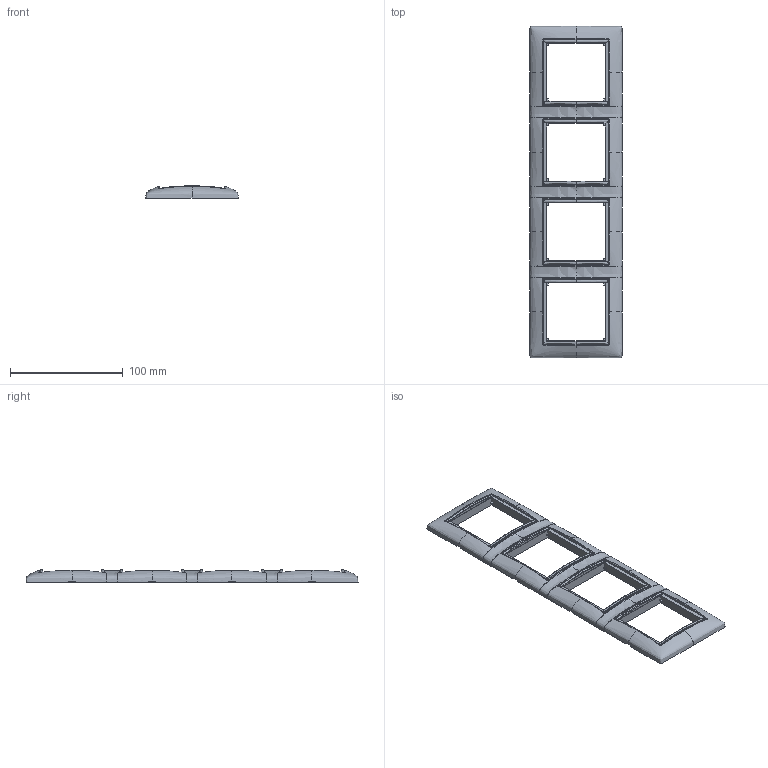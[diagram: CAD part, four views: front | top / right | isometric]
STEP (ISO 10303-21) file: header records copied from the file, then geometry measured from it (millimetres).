
FILE_DESCRIPTION (( 'STEP AP214' ), '1' );
FILE_NAME ('774454.STEP', '2025-09-02T10:46:03', ( '' ), ( '' ), 'SwSTEP 2.0', 'SolidWorks 2022', '' );
FILE_SCHEMA (( 'AUTOMOTIVE_DESIGN' ));
Length unit declared in the file: millimetre
Products named in the file (1): 774454
Bounding box: 82 x 295 x 11.07 mm (x, y, z)
Volume: 108110.1 mm3; surface area: 41272.7 mm2
Topology: 1 solids, 18 shells, 859 faces, 2284 edges, 1469 vertices
Faces by surface type: bspline 422, plane 297, cylinder 124, cone 16
Entity records: 61258 total; most frequent: CARTESIAN_POINT 43944, ORIENTED_EDGE 4568, EDGE_CURVE 2284, DIRECTION 1900, VERTEX_POINT 1469, B_SPLINE_CURVE_WITH_KNOTS 1309, EDGE_LOOP 875, FACE_OUTER_BOUND 859
